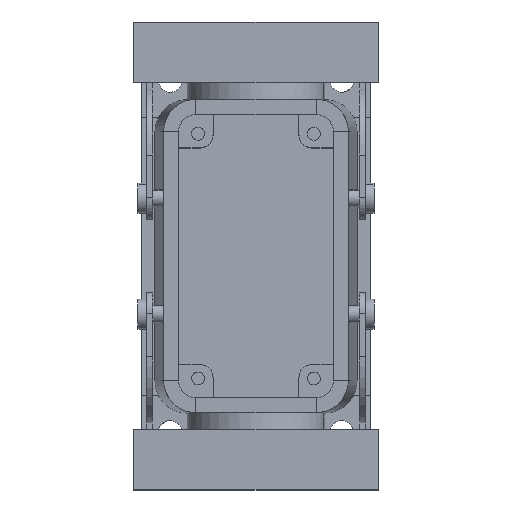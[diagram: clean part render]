
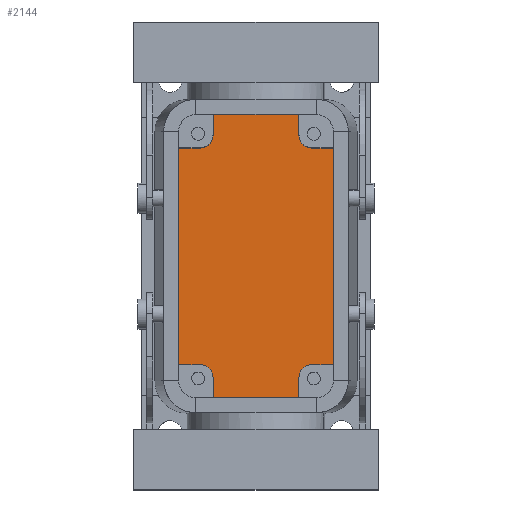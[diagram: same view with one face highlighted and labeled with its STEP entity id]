
A CAD part, top view. The second image highlights one B-rep face of the part: STEP entity #2144.
In plain terms, the highlighted planar face has unit normal (0, 0, 1).
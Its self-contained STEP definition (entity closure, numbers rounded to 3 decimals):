
#2062=AXIS2_PLACEMENT_3D('Plane Axis2P3D',#2059,#2060,#2061) ;
#2066=AXIS2_PLACEMENT_3D('Circle Axis2P3D',#2064,#2065,$) ;
#2073=AXIS2_PLACEMENT_3D('Circle Axis2P3D',#2071,#2072,$) ;
#2092=AXIS2_PLACEMENT_3D('Circle Axis2P3D',#2090,#2091,$) ;
#2111=AXIS2_PLACEMENT_3D('Circle Axis2P3D',#2109,#2110,$) ;
#836=CARTESIAN_POINT('Vertex',(10.5,79.75,5.5)) ;
#869=CARTESIAN_POINT('Vertex',(10.5,29.25,5.5)) ;
#872=CARTESIAN_POINT('Line Origine',(10.5,54.5,5.5)) ;
#942=CARTESIAN_POINT('Vertex',(18.5,87.5,5.5)) ;
#945=CARTESIAN_POINT('Line Origine',(28.5,87.5,5.5)) ;
#949=CARTESIAN_POINT('Vertex',(38.5,87.5,5.5)) ;
#1008=CARTESIAN_POINT('Vertex',(46.5,79.75,5.5)) ;
#1011=CARTESIAN_POINT('Line Origine',(46.5,54.5,5.5)) ;
#1015=CARTESIAN_POINT('Vertex',(46.5,29.25,5.5)) ;
#1077=CARTESIAN_POINT('Line Origine',(28.5,21.5,5.5)) ;
#1081=CARTESIAN_POINT('Vertex',(18.5,21.5,5.5)) ;
#1083=CARTESIAN_POINT('Vertex',(38.5,21.5,5.5)) ;
#1926=CARTESIAN_POINT('Line Origine',(13.,79.75,5.5)) ;
#1930=CARTESIAN_POINT('Vertex',(15.5,79.75,5.5)) ;
#2044=CARTESIAN_POINT('Vertex',(15.5,29.25,5.5)) ;
#2047=CARTESIAN_POINT('Line Origine',(13.,29.25,5.5)) ;
#2059=CARTESIAN_POINT('Axis2P3D Location',(28.5,54.5,5.5)) ;
#2064=CARTESIAN_POINT('Axis2P3D Location',(15.5,82.75,5.5)) ;
#2068=CARTESIAN_POINT('Vertex',(18.5,82.75,5.5)) ;
#2071=CARTESIAN_POINT('Axis2P3D Location',(15.5,26.25,5.5)) ;
#2075=CARTESIAN_POINT('Vertex',(18.5,26.25,5.5)) ;
#2078=CARTESIAN_POINT('Line Origine',(18.5,23.875,5.5)) ;
#2083=CARTESIAN_POINT('Line Origine',(38.5,23.875,5.5)) ;
#2087=CARTESIAN_POINT('Vertex',(38.5,26.25,5.5)) ;
#2090=CARTESIAN_POINT('Axis2P3D Location',(41.5,26.25,5.5)) ;
#2094=CARTESIAN_POINT('Vertex',(41.5,29.25,5.5)) ;
#2097=CARTESIAN_POINT('Line Origine',(44.,29.25,5.5)) ;
#2102=CARTESIAN_POINT('Line Origine',(44.,79.75,5.5)) ;
#2106=CARTESIAN_POINT('Vertex',(41.5,79.75,5.5)) ;
#2109=CARTESIAN_POINT('Axis2P3D Location',(41.5,82.75,5.5)) ;
#2113=CARTESIAN_POINT('Vertex',(38.5,82.75,5.5)) ;
#2116=CARTESIAN_POINT('Line Origine',(38.5,85.125,5.5)) ;
#2121=CARTESIAN_POINT('Line Origine',(18.5,85.125,5.5)) ;
#873=DIRECTION('Vector Direction',(0.,1.,0.)) ;
#946=DIRECTION('Vector Direction',(-1.,0.,0.)) ;
#1012=DIRECTION('Vector Direction',(0.,-1.,0.)) ;
#1078=DIRECTION('Vector Direction',(1.,0.,0.)) ;
#1927=DIRECTION('Vector Direction',(1.,0.,0.)) ;
#2048=DIRECTION('Vector Direction',(1.,0.,0.)) ;
#2060=DIRECTION('Axis2P3D Direction',(0.,-0.,1.)) ;
#2061=DIRECTION('Axis2P3D XDirection',(0.,1.,0.)) ;
#2065=DIRECTION('Axis2P3D Direction',(0.,-0.,1.)) ;
#2072=DIRECTION('Axis2P3D Direction',(0.,-0.,1.)) ;
#2079=DIRECTION('Vector Direction',(0.,-1.,0.)) ;
#2084=DIRECTION('Vector Direction',(0.,-1.,0.)) ;
#2091=DIRECTION('Axis2P3D Direction',(0.,-0.,1.)) ;
#2098=DIRECTION('Vector Direction',(-1.,0.,0.)) ;
#2103=DIRECTION('Vector Direction',(-1.,0.,0.)) ;
#2110=DIRECTION('Axis2P3D Direction',(0.,-0.,1.)) ;
#2117=DIRECTION('Vector Direction',(0.,1.,0.)) ;
#2122=DIRECTION('Vector Direction',(0.,1.,0.)) ;
#874=VECTOR('Line Direction',#873,1.) ;
#947=VECTOR('Line Direction',#946,1.) ;
#1013=VECTOR('Line Direction',#1012,1.) ;
#1079=VECTOR('Line Direction',#1078,1.) ;
#1928=VECTOR('Line Direction',#1927,1.) ;
#2049=VECTOR('Line Direction',#2048,1.) ;
#2080=VECTOR('Line Direction',#2079,1.) ;
#2085=VECTOR('Line Direction',#2084,1.) ;
#2099=VECTOR('Line Direction',#2098,1.) ;
#2104=VECTOR('Line Direction',#2103,1.) ;
#2118=VECTOR('Line Direction',#2117,1.) ;
#2123=VECTOR('Line Direction',#2122,1.) ;
#2127=ORIENTED_EDGE('',*,*,#2070,.F.) ;
#2128=ORIENTED_EDGE('',*,*,#1932,.F.) ;
#2129=ORIENTED_EDGE('',*,*,#876,.T.) ;
#2130=ORIENTED_EDGE('',*,*,#2051,.T.) ;
#2131=ORIENTED_EDGE('',*,*,#2077,.F.) ;
#2132=ORIENTED_EDGE('',*,*,#2082,.T.) ;
#2133=ORIENTED_EDGE('',*,*,#1085,.T.) ;
#2134=ORIENTED_EDGE('',*,*,#2089,.F.) ;
#2135=ORIENTED_EDGE('',*,*,#2096,.F.) ;
#2136=ORIENTED_EDGE('',*,*,#2101,.F.) ;
#2137=ORIENTED_EDGE('',*,*,#1017,.T.) ;
#2138=ORIENTED_EDGE('',*,*,#2108,.T.) ;
#2139=ORIENTED_EDGE('',*,*,#2115,.F.) ;
#2140=ORIENTED_EDGE('',*,*,#2120,.T.) ;
#2141=ORIENTED_EDGE('',*,*,#951,.T.) ;
#2142=ORIENTED_EDGE('',*,*,#2125,.F.) ;
#2144=ADVANCED_FACE('Housing',(#2143),#2063,.T.) ;
#2067=CIRCLE('generated circle',#2066,3.) ;
#2074=CIRCLE('generated circle',#2073,3.) ;
#2093=CIRCLE('generated circle',#2092,3.) ;
#2112=CIRCLE('generated circle',#2111,3.) ;
#876=EDGE_CURVE('',#837,#870,#875,.F.) ;
#951=EDGE_CURVE('',#950,#943,#948,.T.) ;
#1017=EDGE_CURVE('',#1016,#1009,#1014,.F.) ;
#1085=EDGE_CURVE('',#1082,#1084,#1080,.T.) ;
#1932=EDGE_CURVE('',#837,#1931,#1929,.T.) ;
#2051=EDGE_CURVE('',#870,#2045,#2050,.T.) ;
#2070=EDGE_CURVE('',#1931,#2069,#2067,.T.) ;
#2077=EDGE_CURVE('',#2076,#2045,#2074,.T.) ;
#2082=EDGE_CURVE('',#2076,#1082,#2081,.T.) ;
#2089=EDGE_CURVE('',#2088,#1084,#2086,.T.) ;
#2096=EDGE_CURVE('',#2095,#2088,#2093,.T.) ;
#2101=EDGE_CURVE('',#1016,#2095,#2100,.T.) ;
#2108=EDGE_CURVE('',#1009,#2107,#2105,.T.) ;
#2115=EDGE_CURVE('',#2114,#2107,#2112,.T.) ;
#2120=EDGE_CURVE('',#2114,#950,#2119,.T.) ;
#2125=EDGE_CURVE('',#2069,#943,#2124,.T.) ;
#2126=EDGE_LOOP('',(#2127,#2128,#2129,#2130,#2131,#2132,#2133,#2134,#2135,#2136,#2137,#2138,#2139,#2140,#2141,#2142)) ;
#2143=FACE_OUTER_BOUND('',#2126,.T.) ;
#875=LINE('Line',#872,#874) ;
#948=LINE('Line',#945,#947) ;
#1014=LINE('Line',#1011,#1013) ;
#1080=LINE('Line',#1077,#1079) ;
#1929=LINE('Line',#1926,#1928) ;
#2050=LINE('Line',#2047,#2049) ;
#2081=LINE('Line',#2078,#2080) ;
#2086=LINE('Line',#2083,#2085) ;
#2100=LINE('Line',#2097,#2099) ;
#2105=LINE('Line',#2102,#2104) ;
#2119=LINE('Line',#2116,#2118) ;
#2124=LINE('Line',#2121,#2123) ;
#2063=PLANE('',#2062) ;
#837=VERTEX_POINT('',#836) ;
#870=VERTEX_POINT('',#869) ;
#943=VERTEX_POINT('',#942) ;
#950=VERTEX_POINT('',#949) ;
#1009=VERTEX_POINT('',#1008) ;
#1016=VERTEX_POINT('',#1015) ;
#1082=VERTEX_POINT('',#1081) ;
#1084=VERTEX_POINT('',#1083) ;
#1931=VERTEX_POINT('',#1930) ;
#2045=VERTEX_POINT('',#2044) ;
#2069=VERTEX_POINT('',#2068) ;
#2076=VERTEX_POINT('',#2075) ;
#2088=VERTEX_POINT('',#2087) ;
#2095=VERTEX_POINT('',#2094) ;
#2107=VERTEX_POINT('',#2106) ;
#2114=VERTEX_POINT('',#2113) ;
